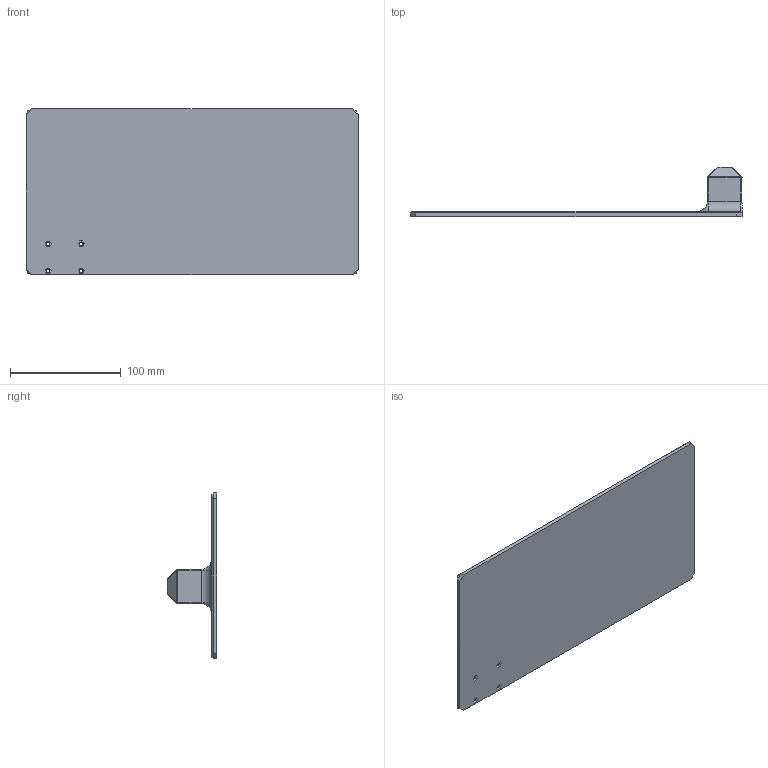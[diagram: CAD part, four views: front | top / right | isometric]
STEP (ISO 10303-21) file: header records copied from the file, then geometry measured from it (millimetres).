
FILE_DESCRIPTION((''),'2;1');
FILE_NAME('BASE_V4','2025-04-10T19:48:43',('quimg'),(''),'CREO PARAMETRIC BY PTC INC, 2024063','CREO PARAMETRIC BY PTC INC, 2024063','');
FILE_SCHEMA(('CONFIG_CONTROL_DESIGN'));
Length unit declared in the file: millimetre
Products named in the file (1): BASE_V4
Bounding box: 300 x 45 x 150 mm (x, y, z)
Volume: 259559.4 mm3; surface area: 98032.7 mm2
Topology: 1 solids, 1 shells, 98 faces, 229 edges, 138 vertices
Faces by surface type: plane 58, cylinder 29, sphere 7, cone 2, torus 2
Entity records: 2799 total; most frequent: CARTESIAN_POINT 487, DIRECTION 474, ORIENTED_EDGE 458, EDGE_CURVE 229, VECTOR 166, LINE 166, AXIS2_PLACEMENT_3D 154, VERTEX_POINT 138
